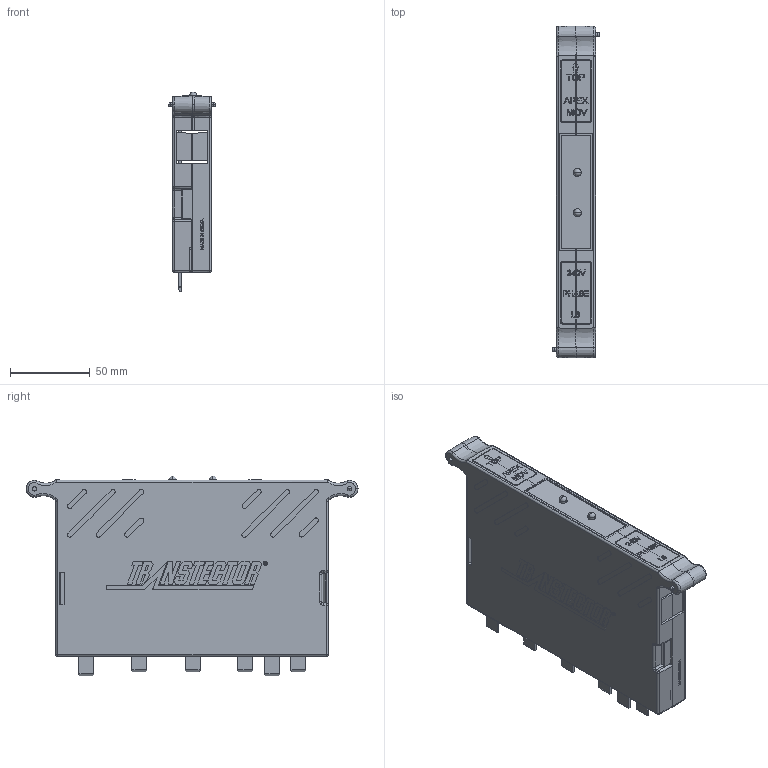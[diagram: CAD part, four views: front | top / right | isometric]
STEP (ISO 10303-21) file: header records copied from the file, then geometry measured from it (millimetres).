
FILE_DESCRIPTION (( 'STEP AP214' ), '1' );
FILE_NAME ('1000-717-3-E.STEP', '2019-01-22T19:48:22', ( '' ), ( '' ), 'SwSTEP 2.0', 'SolidWorks 2018', '' );
FILE_SCHEMA (( 'AUTOMOTIVE_DESIGN' ));
Length unit declared in the file: inch
Products named in the file (19): 2003-1052; 2001-123; 2003-759-53; 2200-222; 2004-060; 1000-717-3-E; 3450-090 rev o; 2003-768; 3450-078 rev o
Assembly tree (10 placements, depth 3):
  2004-060
  2003-759-53
  1000-717-3-E
    2200-222
      2200-222
    3450-090 rev o
    3450-078 rev o
    2001-123  x2
    2004-060
    2003-768
    2003-759-53
    2003-1052
  3450-090 rev o
  2001-123
Bounding box: 29.72 x 208.75 x 125.7 mm (x, y, z)
Volume: 149096.2 mm3; surface area: 146777.8 mm2
Topology: 9 solids, 9 shells, 1965 faces, 5356 edges, 3542 vertices
Faces by surface type: plane 1266, cylinder 392, bspline 153, cone 124, torus 18, sphere 12
Entity records: 56279 total; most frequent: CARTESIAN_POINT 15435, ORIENTED_EDGE 7578, DIRECTION 6767, EDGE_CURVE 3789, VECTOR 2655, LINE 2655, VERTEX_POINT 2510, AXIS2_PLACEMENT_3D 2056
